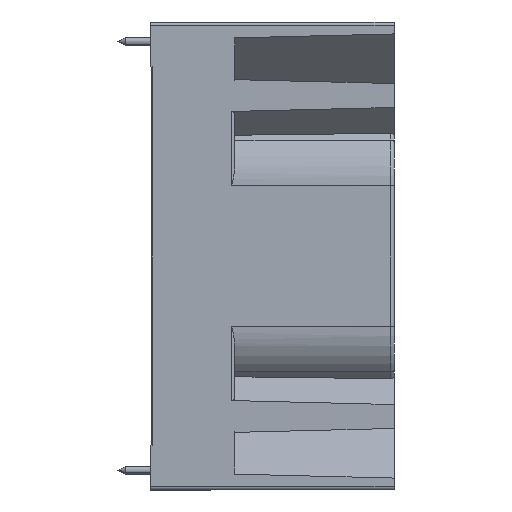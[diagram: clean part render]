
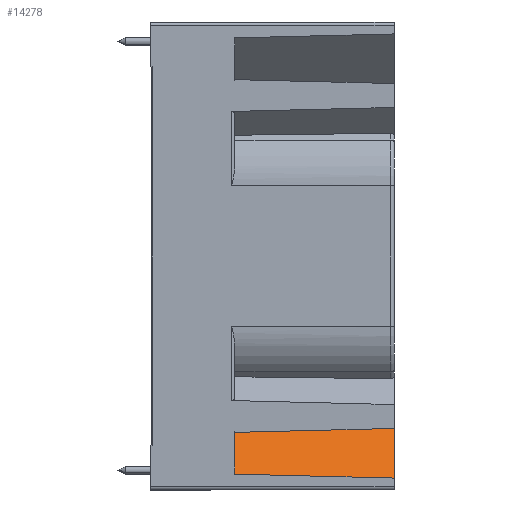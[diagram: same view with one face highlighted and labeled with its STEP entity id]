
A CAD part, left-side view. The second image highlights one B-rep face of the part: STEP entity #14278.
In plain terms, the highlighted planar face has unit normal (-0.707, -0.018, 0.707).
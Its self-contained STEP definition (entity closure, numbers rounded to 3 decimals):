
#339 = CARTESIAN_POINT ( 'NONE',  ( -36.02, -23.634, -34.16 ) ) ;
#1122 = CARTESIAN_POINT ( 'NONE',  ( -26.389, -24.523, -24.551 ) ) ;
#1198 = CARTESIAN_POINT ( 'NONE',  ( -0.919, -24.5, 0.919 ) ) ;
#1325 = VECTOR ( 'NONE', #14454, 1000. ) ;
#1369 = CARTESIAN_POINT ( 'NONE',  ( -36.02, 0., -33.577 ) ) ;
#1712 = PLANE ( 'NONE',  #5187 ) ;
#2282 = CARTESIAN_POINT ( 'NONE',  ( -26.243, -24.5, -24.404 ) ) ;
#3923 = CARTESIAN_POINT ( 'NONE',  ( -26.692, 0., -24.248 ) ) ;
#4434 = DIRECTION ( 'NONE',  ( 0.707, 0., 0.707 ) ) ;
#4440 = EDGE_CURVE ( 'NONE', #18282, #16240, #5993, .T. ) ;
#5187 = AXIS2_PLACEMENT_3D ( 'NONE', #17989, #19273, #4434 ) ;
#5244 = VERTEX_POINT ( 'NONE', #3923 ) ;
#5271 = ORIENTED_EDGE ( 'NONE', *, *, #7726, .T. ) ;
#5380 = VECTOR ( 'NONE', #11195, 1000. ) ;
#5871 = LINE ( 'NONE', #339, #16803 ) ;
#5993 =( BOUNDED_CURVE ( )  B_SPLINE_CURVE ( 3, ( #6781, #2282, #6717, #6580 ),
 .UNSPECIFIED., .F., .T. ) 
 B_SPLINE_CURVE_WITH_KNOTS ( ( 4, 4 ),
 ( 0., 1.571 ),
 .UNSPECIFIED. ) 
 CURVE ( )  GEOMETRIC_REPRESENTATION_ITEM ( )  RATIONAL_B_SPLINE_CURVE ( ( 1., 0.805, 0.805, 1. ) ) 
 REPRESENTATION_ITEM ( '' )  );
#6580 = CARTESIAN_POINT ( 'NONE',  ( -26.395, -24., -24.545 ) ) ;
#6717 = CARTESIAN_POINT ( 'NONE',  ( -26.392, -24.293, -24.548 ) ) ;
#6732 = VERTEX_POINT ( 'NONE', #1369 ) ;
#6781 = CARTESIAN_POINT ( 'NONE',  ( -26.036, -24.5, -24.197 ) ) ;
#7391 = ORIENTED_EDGE ( 'NONE', *, *, #4440, .T. ) ;
#7726 = EDGE_CURVE ( 'NONE', #6732, #12497, #5871, .T. ) ;
#7788 = VECTOR ( 'NONE', #16665, 1000. ) ;
#7944 = EDGE_CURVE ( 'NONE', #16240, #5244, #8149, .T. ) ;
#8149 = LINE ( 'NONE', #1122, #5380 ) ;
#9171 = EDGE_CURVE ( 'NONE', #18282, #12497, #13868, .T. ) ;
#9423 = ORIENTED_EDGE ( 'NONE', *, *, #9171, .F. ) ;
#9775 = CARTESIAN_POINT ( 'NONE',  ( -26.395, -24., -24.545 ) ) ;
#9837 = EDGE_LOOP ( 'NONE', ( #15497, #5271, #9423, #7391, #15195 ) ) ;
#10909 = FACE_OUTER_BOUND ( 'NONE', #9837, .T. ) ;
#11195 = DIRECTION ( 'NONE',  ( -0.012, 1., 0.012 ) ) ;
#11776 = EDGE_CURVE ( 'NONE', #5244, #6732, #18526, .T. ) ;
#12497 = VERTEX_POINT ( 'NONE', #17609 ) ;
#13868 = LINE ( 'NONE', #1198, #1325 ) ;
#14278 = ADVANCED_FACE ( 'NONE', ( #10909 ), #1712, .T. ) ;
#14454 = DIRECTION ( 'NONE',  ( -0.707, 0., -0.707 ) ) ;
#15195 = ORIENTED_EDGE ( 'NONE', *, *, #7944, .T. ) ;
#15493 = CARTESIAN_POINT ( 'NONE',  ( -26.036, -24.5, -24.197 ) ) ;
#15497 = ORIENTED_EDGE ( 'NONE', *, *, #11776, .T. ) ;
#16240 = VERTEX_POINT ( 'NONE', #9775 ) ;
#16665 = DIRECTION ( 'NONE',  ( -0.707, 0., -0.707 ) ) ;
#16666 = DIRECTION ( 'NONE',  ( 0., -1., -0.025 ) ) ;
#16803 = VECTOR ( 'NONE', #16666, 1000. ) ;
#17609 = CARTESIAN_POINT ( 'NONE',  ( -36.02, -24.5, -34.182 ) ) ;
#17989 = CARTESIAN_POINT ( 'NONE',  ( -0.919, -24.5, 0.919 ) ) ;
#18246 = CARTESIAN_POINT ( 'NONE',  ( -1.222, 0., 1.222 ) ) ;
#18282 = VERTEX_POINT ( 'NONE', #15493 ) ;
#18526 = LINE ( 'NONE', #18246, #7788 ) ;
#19273 = DIRECTION ( 'NONE',  ( -0.707, -0.017, 0.707 ) ) ;
